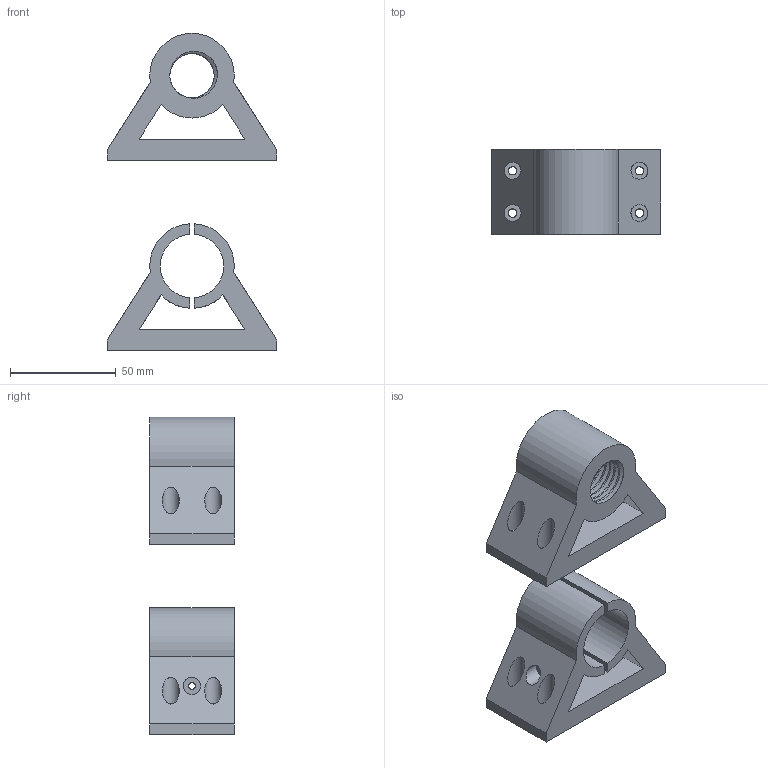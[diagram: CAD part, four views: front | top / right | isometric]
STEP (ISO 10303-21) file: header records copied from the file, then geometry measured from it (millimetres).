
FILE_DESCRIPTION(/* description */ (''),/* implementation_level */ '2;1');
FILE_NAME(/* name */ 'yuka_antenna_mount.step',/* time_stamp */ '2024-06-29T21:11:17+02:00',/* author */ (''),/* organization */ (''),/* preprocessor_version */ 'ST-DEVELOPER v20',/* originating_system */ 'Autodesk Translation Framework v12.20.1.177',/* authorisation */ '');
FILE_SCHEMA (('AUTOMOTIVE_DESIGN { 1 0 10303 214 3 1 1 }'));
Length unit declared in the file: millimetre
Products named in the file (1): yuka_antenna_mount
Bounding box: 80 x 40 x 150 mm (x, y, z)
Volume: 152229.5 mm3; surface area: 48389.3 mm2
Topology: 2 solids, 2 shells, 100 faces, 260 edges, 174 vertices
Faces by surface type: cylinder 58, plane 40, bspline 2
Full cylindrical faces by diameter (mm): 3.2 x4, 4 x8, 8 x8, 8.2 x1, 21.002 x12, 24.349 x13
Entity records: 6486 total; most frequent: CARTESIAN_POINT 4011, ORIENTED_EDGE 520, DIRECTION 452, EDGE_CURVE 260, VERTEX_POINT 174, AXIS2_PLACEMENT_3D 159, EDGE_LOOP 138, LINE 134
